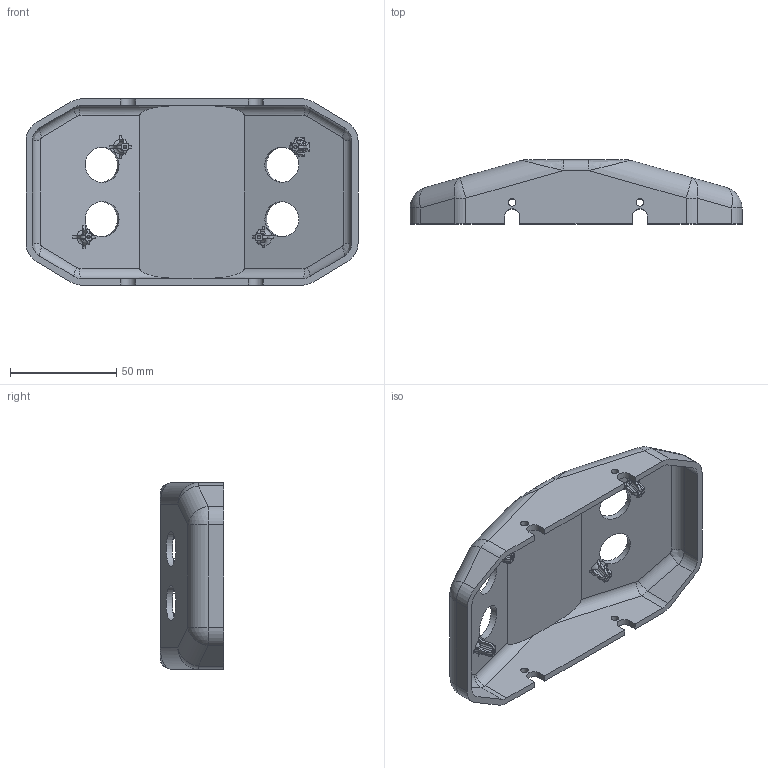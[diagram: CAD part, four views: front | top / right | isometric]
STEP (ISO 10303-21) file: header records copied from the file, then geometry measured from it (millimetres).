
FILE_DESCRIPTION(/* description */ (''),/* implementation_level */ '2;1');
FILE_NAME(/* name */ 'Dingo Front With Sonar v1.step',/* time_stamp */ '2023-08-04T20:26:56-05:00',/* author */ (''),/* organization */ (''),/* preprocessor_version */ 'ST-DEVELOPER v20',/* originating_system */ 'Autodesk Translation Framework v12.9.0.99',/* authorisation */ '');
FILE_SCHEMA (('AUTOMOTIVE_DESIGN { 1 0 10303 214 3 1 1 }'));
Length unit declared in the file: millimetre
Products named in the file (1): Dingo Front With Sonar
Bounding box: 156 x 30 x 87.5 mm (x, y, z)
Volume: 57432.3 mm3; surface area: 42111.4 mm2
Topology: 1 solids, 1 shells, 275 faces, 736 edges, 465 vertices
Faces by surface type: cylinder 142, plane 90, torus 16, sphere 15, bspline 12
Full cylindrical faces by diameter (mm): 1.6 x4, 3.5 x4, 16.5 x4
Entity records: 10490 total; most frequent: CARTESIAN_POINT 3721, ORIENTED_EDGE 1464, DIRECTION 1350, EDGE_CURVE 732, AXIS2_PLACEMENT_3D 500, VERTEX_POINT 465, LINE 350, VECTOR 350
